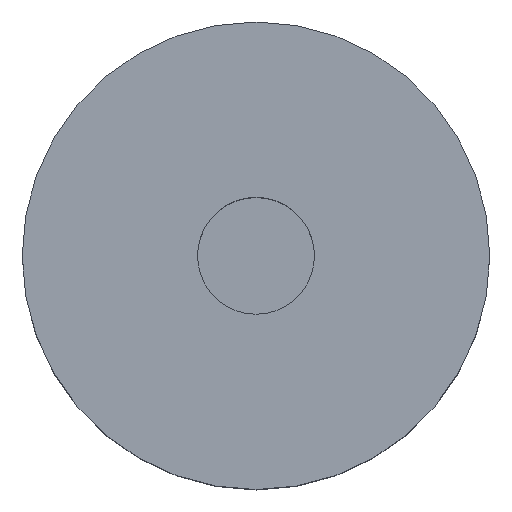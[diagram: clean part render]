
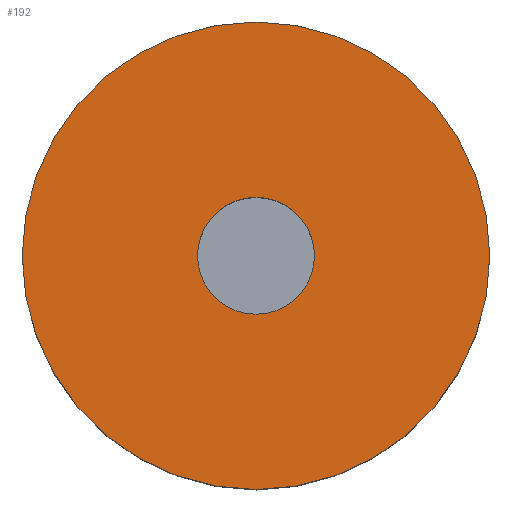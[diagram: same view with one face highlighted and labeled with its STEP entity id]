
A CAD part, top view. The second image highlights one B-rep face of the part: STEP entity #192.
In plain terms, the highlighted planar face has unit normal (0, 0, 1).
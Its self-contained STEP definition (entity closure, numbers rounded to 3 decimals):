
#41=CIRCLE('',#208,12.5);
#43=CIRCLE('',#211,3.125);
#60=VERTEX_POINT('',#296);
#62=VERTEX_POINT('',#301);
#99=EDGE_CURVE('',#60,#60,#41,.T.);
#101=EDGE_CURVE('',#62,#62,#43,.T.);
#138=ORIENTED_EDGE('',*,*,#101,.T.);
#139=ORIENTED_EDGE('',*,*,#99,.F.);
#158=EDGE_LOOP('',(#138));
#159=EDGE_LOOP('',(#139));
#178=FACE_BOUND('',#158,.T.);
#179=FACE_BOUND('',#159,.T.);
#192=ADVANCED_FACE('',(#178,#179),#310,.T.);
#208=AXIS2_PLACEMENT_3D('',#295,#248,#249);
#211=AXIS2_PLACEMENT_3D('',#300,#254,#255);
#213=AXIS2_PLACEMENT_3D('',#303,#257,$);
#248=DIRECTION('',(0.,0.,-1.));
#249=DIRECTION('',(12.5,0.,0.));
#254=DIRECTION('',(0.,0.,-1.));
#255=DIRECTION('',(3.125,0.,0.));
#257=DIRECTION('',(0.,0.,1.));
#295=CARTESIAN_POINT('',(0.,0.,15.));
#296=CARTESIAN_POINT('',(12.5,0.,15.));
#300=CARTESIAN_POINT('',(0.,0.,15.));
#301=CARTESIAN_POINT('',(3.125,0.,15.));
#303=CARTESIAN_POINT('',(0.,0.,15.));
#310=PLANE('',#213);
